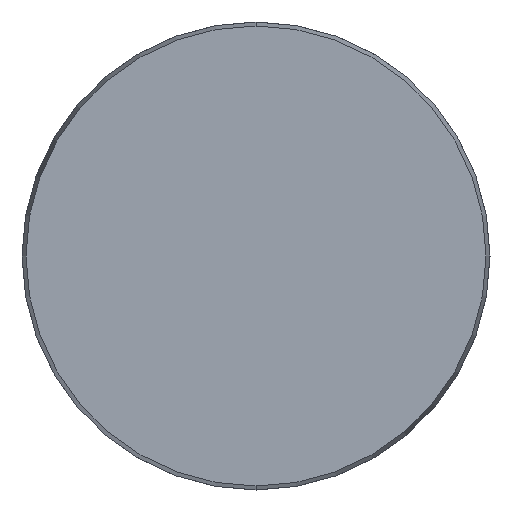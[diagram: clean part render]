
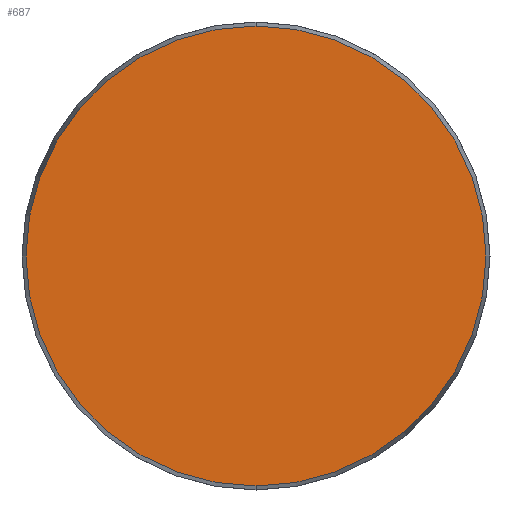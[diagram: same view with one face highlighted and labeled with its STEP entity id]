
A CAD part, front view. The second image highlights one B-rep face of the part: STEP entity #687.
In plain terms, the highlighted planar face has unit normal (0, -1, 0).
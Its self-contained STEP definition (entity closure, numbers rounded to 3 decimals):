
#23 = CARTESIAN_POINT ( 'NONE',  ( 0., 0., 0. ) ) ;
#32 = FACE_OUTER_BOUND ( 'NONE', #686, .T. ) ;
#52 = CIRCLE ( 'NONE', #322, 49.143 ) ;
#85 = DIRECTION ( 'NONE',  ( 0., -1., 0. ) ) ;
#86 = ORIENTED_EDGE ( 'NONE', *, *, #756, .T. ) ;
#148 = DIRECTION ( 'NONE',  ( 0., 1., 0. ) ) ;
#162 = DIRECTION ( 'NONE',  ( 0., 0., 1. ) ) ;
#196 = CARTESIAN_POINT ( 'NONE',  ( 0., 0., 49.143 ) ) ;
#205 = AXIS2_PLACEMENT_3D ( 'NONE', #345, #148, #162 ) ;
#209 = EDGE_CURVE ( 'NONE', #305, #760, #52, .T. ) ;
#305 = VERTEX_POINT ( 'NONE', #821 ) ;
#322 = AXIS2_PLACEMENT_3D ( 'NONE', #23, #85, #538 ) ;
#345 = CARTESIAN_POINT ( 'NONE',  ( -49.143, 0., 0. ) ) ;
#537 = AXIS2_PLACEMENT_3D ( 'NONE', #816, #571, #830 ) ;
#538 = DIRECTION ( 'NONE',  ( 0., 0., -1. ) ) ;
#552 = CIRCLE ( 'NONE', #537, 49.143 ) ;
#571 = DIRECTION ( 'NONE',  ( 0., -1., 0. ) ) ;
#606 = PLANE ( 'NONE',  #205 ) ;
#686 = EDGE_LOOP ( 'NONE', ( #86, #764 ) ) ;
#687 = ADVANCED_FACE ( 'NONE', ( #32 ), #606, .F. ) ;
#756 = EDGE_CURVE ( 'NONE', #760, #305, #552, .T. ) ;
#760 = VERTEX_POINT ( 'NONE', #196 ) ;
#764 = ORIENTED_EDGE ( 'NONE', *, *, #209, .T. ) ;
#816 = CARTESIAN_POINT ( 'NONE',  ( 0., 0., 0. ) ) ;
#821 = CARTESIAN_POINT ( 'NONE',  ( 0., 0., -49.143 ) ) ;
#830 = DIRECTION ( 'NONE',  ( 0., 0., -1. ) ) ;
